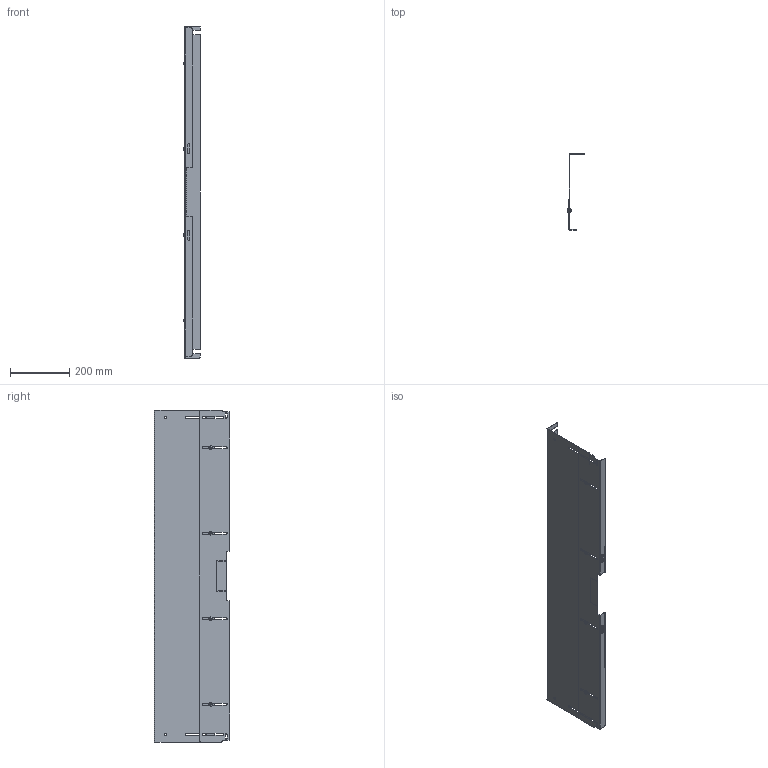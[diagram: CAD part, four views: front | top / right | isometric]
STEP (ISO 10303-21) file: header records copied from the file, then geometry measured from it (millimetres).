
FILE_DESCRIPTION (( 'STEP AP203' ), '1' );
FILE_NAME ('BKWM4812_Default.step', '2019-11-12T21:02:04', ( '' ), ( '' ), 'SwSTEP 2.0', 'SolidWorks 2019', '' );
FILE_SCHEMA (( 'CONFIG_CONTROL_DESIGN' ));
Length unit declared in the file: inch
Products named in the file (1): BKWM4812_Default
Bounding box: 56.83 x 254.97 x 1117.6 mm (x, y, z)
Volume: 751076.5 mm3; surface area: 834480 mm2
Topology: 10 solids, 10 shells, 308 faces, 800 edges, 520 vertices
Faces by surface type: plane 156, cylinder 108, bspline 28, torus 16
Entity records: 10033 total; most frequent: CARTESIAN_POINT 2337, ORIENTED_EDGE 1600, DIRECTION 1558, EDGE_CURVE 800, AXIS2_PLACEMENT_3D 557, VERTEX_POINT 520, VECTOR 444, LINE 444
